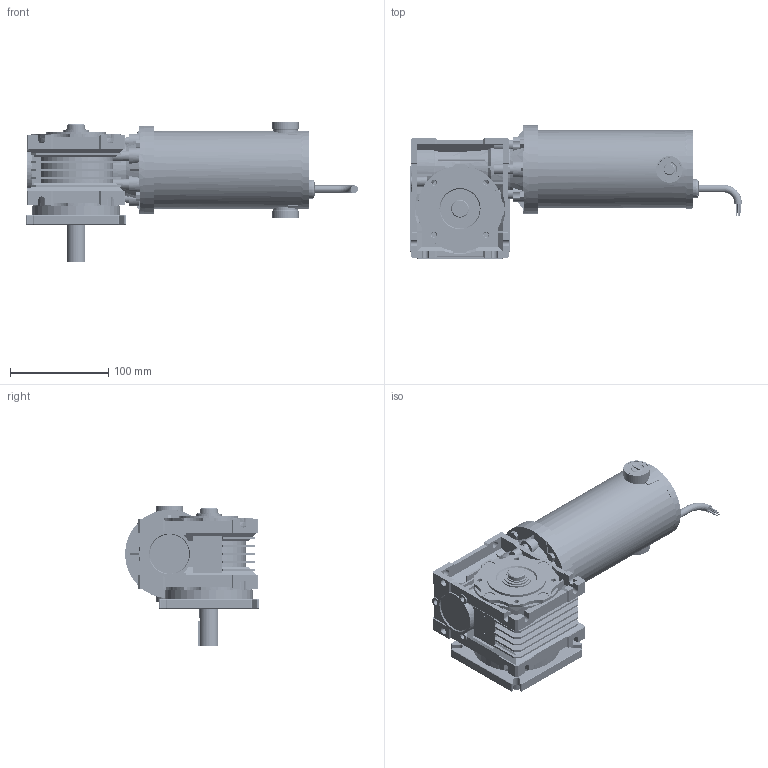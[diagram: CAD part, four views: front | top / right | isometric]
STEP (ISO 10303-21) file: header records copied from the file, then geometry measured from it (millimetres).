
FILE_DESCRIPTION (( 'STEP AP214' ), '1' );
FILE_NAME ('Model RGP2040C-GPF135171.STEP', '2022-03-07T17:24:55', ( '' ), ( '' ), 'SwSTEP 2.0', 'SolidWorks 2022', '' );
FILE_SCHEMA (( 'AUTOMOTIVE_DESIGN' ));
Length unit declared in the file: inch
Products named in the file (37): 77-6854_GPF Adapter Plate; _VB_040_11__11__6; 7-0160_Brush Tube; 29-0197-1; 6926_Model 2000C Motor; 32-0228_18mm Gearbox Output Shaft Spacer; 46-0106; 3-0129; 23-6894_Armature Shaft; Rounded Machine Key_110-0115; 61-0114; 1-6880_Non-drive End Housing - Machined; 3-0131; 22-1101_End Insulator; 20-6926_Armature 1101; 21-1100_3 INCH; 73-6854M_Baldor Replacement Output Shaft - .75" Metric; Square Machine Key_110-0108; 15-0302_15-0302; Model RGP2040C-GPF135171; 38-0114; _Gear_unit_40_2; 53-6926; 2-2030A_Drive End Housing; 32-0222; _40_63_B14_8; 40-6926_Field 2000C; 10-0240_Compressed; 91-0122_98541A122; 15-0309_Socket Head Cap Screw M6; 96-2000_96-2000C; 14-0108; 12-0116_Brush Tube Cap; 15-0306_Bolt 10-24; 38-0115; _040_0_750in__78_alc_n_4; 71-4020_Right Angle Gearbox Size 40 
Assembly tree (48 placements, depth 4):
  Model RGP2040C-GPF135171
    71-4020_Right Angle Gearbox Size 40 
      _Gear_unit_40_2
      _040_0_750in__78_alc_n_4
      _VB_040_11__11__6
      _40_63_B14_8
    77-6854_GPF Adapter Plate
    91-0122_98541A122
    32-0228_18mm Gearbox Output Shaft Spacer
    Rounded Machine Key_110-0115  x2
    Square Machine Key_110-0108
    6926_Model 2000C Motor
      40-6926_Field 2000C
        96-2000_96-2000C
        38-0114  x2
        38-0115  x2
      1-6880_Non-drive End Housing - Machined
      32-0222
      3-0129
      3-0131
      20-6926_Armature 1101
        23-6894_Armature Shaft
        21-1100_3 INCH
        29-0197-1
        22-1101_End Insulator  x2
      2-2030A_Drive End Housing
      46-0106
      7-0160_Brush Tube  x2
      12-0116_Brush Tube Cap  x2
      15-0306_Bolt 10-24  x2
      53-6926
      14-0108  x2
      61-0114
      15-0302_15-0302
      10-0240_Compressed  x2
    73-6854M_Baldor Replacement Output Shaft - .75" Metric
    15-0309_Socket Head Cap Screw M6  x4
Bounding box: 337.21 x 135.8 x 143.11 mm (x, y, z)
Volume: 1397032.1 mm3; surface area: 437438.9 mm2
Topology: 69 solids, 69 shells, 3857 faces, 10423 edges, 6695 vertices
Faces by surface type: plane 1674, cylinder 1466, cone 377, bspline 159, torus 139, sphere 42
Entity records: 148246 total; most frequent: CARTESIAN_POINT 52442, ORIENTED_EDGE 16720, DIRECTION 15773, EDGE_CURVE 8360, AXIS2_PLACEMENT_3D 5762, VERTEX_POINT 5403, LINE 4249, VECTOR 4249
